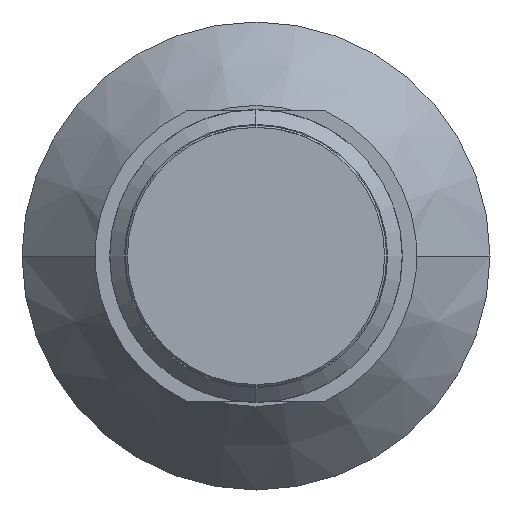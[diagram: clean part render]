
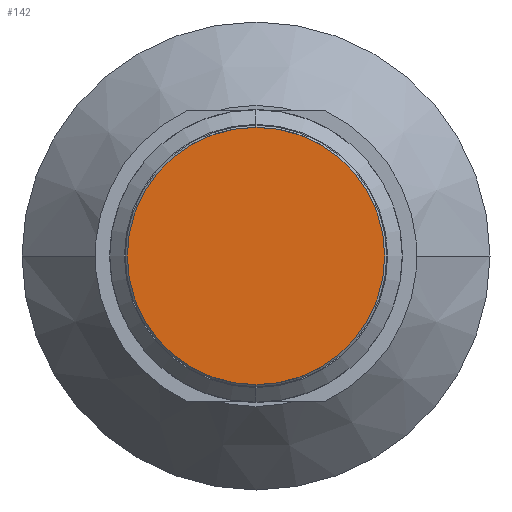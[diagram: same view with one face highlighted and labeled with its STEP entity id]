
A CAD part, front view. The second image highlights one B-rep face of the part: STEP entity #142.
In plain terms, the highlighted planar face has unit normal (0, -1, 0).
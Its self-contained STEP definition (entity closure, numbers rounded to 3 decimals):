
#142 = ADVANCED_FACE ( 'Defeature ausgef�hrt1_30', ( #1200 ), #2865, .F. ) ;
#163 = CARTESIAN_POINT ( 'NONE',  ( 0., 0., 0. ) ) ;
#170 = EDGE_CURVE ( 'Defeature ausgef�hrt1_30+Defeature ausgef�hrt1_23+Defeature ausgef�hrt1_23+Defeature ausgef�hrt1_23', #583, #2947, #1838, .T. ) ;
#583 = VERTEX_POINT ( 'NONE', #1149 ) ;
#962 = EDGE_CURVE ( 'Defeature ausgef�hrt1_30+Defeature ausgef�hrt1_23+Defeature ausgef�hrt1_23+Defeature ausgef�hrt1_23', #2947, #583, #1139, .T. ) ;
#1139 = CIRCLE ( 'NONE', #2450, 2.2 ) ;
#1149 = CARTESIAN_POINT ( 'NONE',  ( -2.2, 0., 0. ) ) ;
#1200 = FACE_OUTER_BOUND ( 'NONE', #2344, .T. ) ;
#1406 = DIRECTION ( 'NONE',  ( -1., 0., 0. ) ) ;
#1838 = CIRCLE ( 'NONE', #2357, 2.2 ) ;
#1916 = CARTESIAN_POINT ( 'NONE',  ( 0., 0., 0. ) ) ;
#1947 = DIRECTION ( 'NONE',  ( 1., 0., 0. ) ) ;
#2148 = AXIS2_PLACEMENT_3D ( 'NONE', #3152, #3791, #1947 ) ;
#2344 = EDGE_LOOP ( 'NONE', ( #3530, #3615 ) ) ;
#2356 = DIRECTION ( 'NONE',  ( 0., -1., 0. ) ) ;
#2357 = AXIS2_PLACEMENT_3D ( 'NONE', #1916, #2858, #3165 ) ;
#2450 = AXIS2_PLACEMENT_3D ( 'NONE', #163, #2356, #1406 ) ;
#2858 = DIRECTION ( 'NONE',  ( 0., -1., 0. ) ) ;
#2865 = PLANE ( 'NONE',  #2148 ) ;
#2947 = VERTEX_POINT ( 'NONE', #3726 ) ;
#3152 = CARTESIAN_POINT ( 'NONE',  ( 0., 0., -1.9 ) ) ;
#3165 = DIRECTION ( 'NONE',  ( -1., 0., 0. ) ) ;
#3530 = ORIENTED_EDGE ( 'NONE', *, *, #170, .T. ) ;
#3615 = ORIENTED_EDGE ( 'NONE', *, *, #962, .T. ) ;
#3726 = CARTESIAN_POINT ( 'NONE',  ( 2.2, 0., 0. ) ) ;
#3791 = DIRECTION ( 'NONE',  ( 0., 1., 0. ) ) ;
